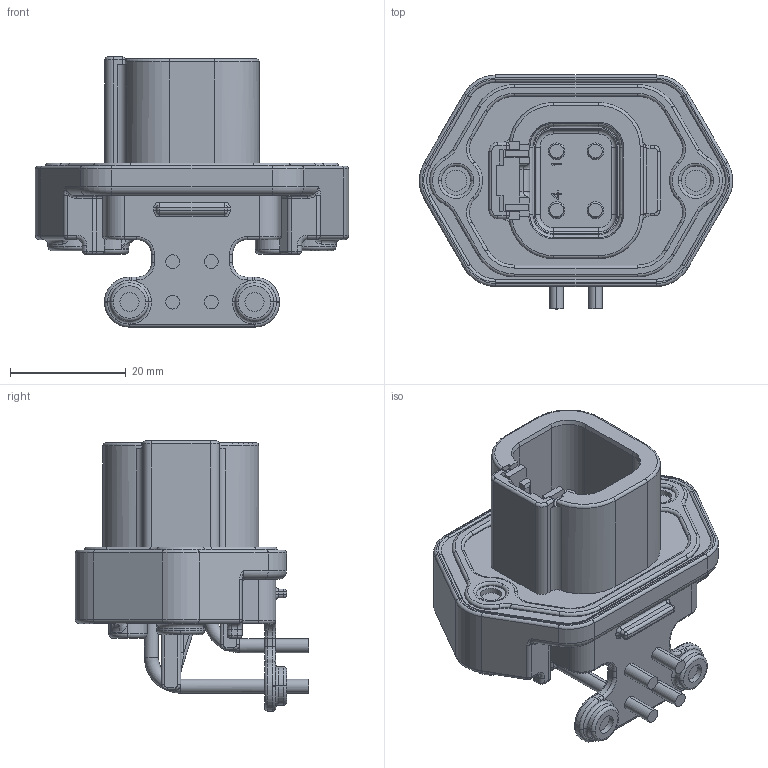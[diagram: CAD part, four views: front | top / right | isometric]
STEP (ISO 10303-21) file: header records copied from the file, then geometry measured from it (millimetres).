
FILE_DESCRIPTION((''),'2;1');
FILE_NAME('C-DTP13-4P','2017-05-30T',('workeradm'),('Tyco Electronics Ltd.'),'CREO PARAMETRIC BY PTC INC, 2016050','CREO PARAMETRIC BY PTC INC, 2016050','');
FILE_SCHEMA(('AUTOMOTIVE_DESIGN { 1 0 10303 214 1 1 1 1 }'));
Length unit declared in the file: millimetre
Products named in the file (1): C-DTP13-4P
Bounding box: 54.1 x 40.35 x 46.66 mm (x, y, z)
Volume: 24552.3 mm3; surface area: 12450 mm2
Topology: 1 solids, 2 shells, 871 faces, 2118 edges, 1280 vertices
Faces by surface type: cylinder 347, plane 263, torus 138, bspline 97, sphere 14, cone 12
Entity records: 40449 total; most frequent: CARTESIAN_POINT 13598, DIRECTION 4379, ORIENTED_EDGE 4236, PRESENTATION_STYLE_ASSIGNMENT 2119, STYLED_ITEM 2119, CURVE_STYLE 2118, EDGE_CURVE 2118, AXIS2_PLACEMENT_3D 1699
